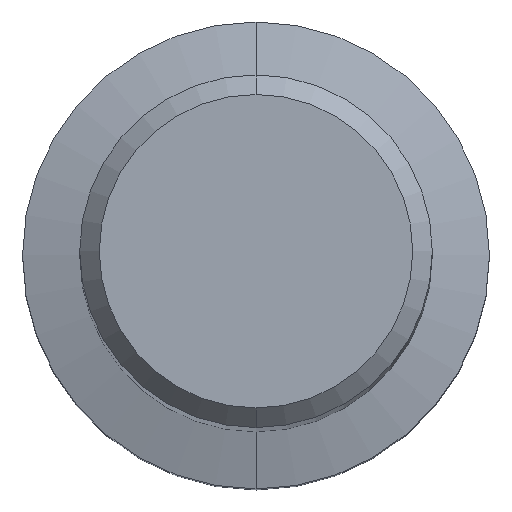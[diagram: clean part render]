
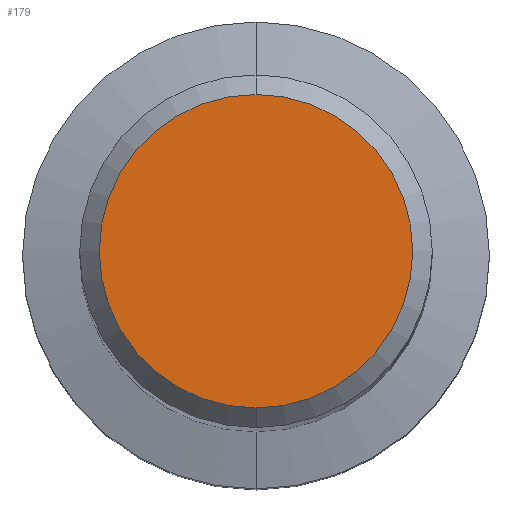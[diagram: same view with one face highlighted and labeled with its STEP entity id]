
A CAD part, top view. The second image highlights one B-rep face of the part: STEP entity #179.
In plain terms, the highlighted planar face has unit normal (0, 0, 1).
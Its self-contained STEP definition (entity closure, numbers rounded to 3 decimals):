
#167=EDGE_CURVE('',#207,#253,#374,.T.);
#179=ADVANCED_FACE('',(#388),#389,.T.);
#207=VERTEX_POINT('',#421);
#253=VERTEX_POINT('',#470);
#289=EDGE_CURVE('',#253,#207,#508,.T.);
#374=CIRCLE('',#600,4.8);
#388=FACE_OUTER_BOUND('',#617,.T.);
#389=PLANE('',#618);
#421=CARTESIAN_POINT('',(0.,-4.8,0.0));
#470=CARTESIAN_POINT('',(0.0,4.8,0.0));
#508=CIRCLE('',#780,4.8);
#600=AXIS2_PLACEMENT_3D('',#869,#870,#871);
#617=EDGE_LOOP('',(#898,#899));
#618=AXIS2_PLACEMENT_3D('',#900,#901,#902);
#780=AXIS2_PLACEMENT_3D('',#1033,#1034,#1035);
#869=CARTESIAN_POINT('',(0.0,0.0,0.0));
#870=DIRECTION('',(0.0,0.0,-1.0));
#871=DIRECTION('',(0.0,1.0,0.0));
#898=ORIENTED_EDGE('',*,*,#289,.F.);
#899=ORIENTED_EDGE('',*,*,#167,.F.);
#900=CARTESIAN_POINT('',(0.0,2.4,0.0));
#901=DIRECTION('',(-0.0,0.0,1.0));
#902=DIRECTION('',(0.0,-1.0,0.0));
#1033=CARTESIAN_POINT('',(0.0,0.0,0.0));
#1034=DIRECTION('',(0.0,0.0,-1.0));
#1035=DIRECTION('',(0.0,1.0,0.0));
